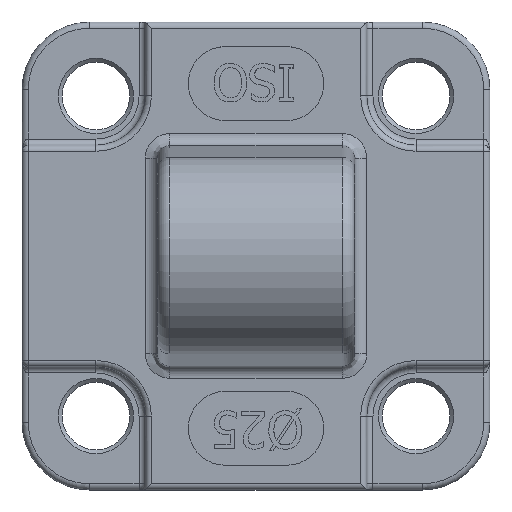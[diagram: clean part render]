
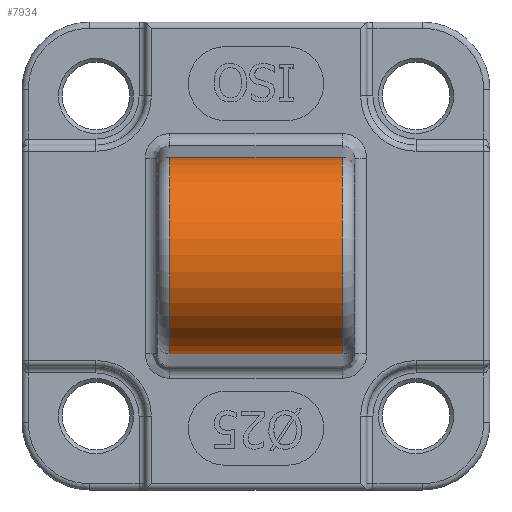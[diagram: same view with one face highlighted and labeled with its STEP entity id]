
A CAD part, top view. The second image highlights one B-rep face of the part: STEP entity #7934.
In plain terms, the highlighted cylindrical face has radius 8 mm (diameter 16 mm), a partial arc.
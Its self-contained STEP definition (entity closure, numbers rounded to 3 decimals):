
#5377=CARTESIAN_POINT('',(-7.,-7.98,20.559));
#5378=VERTEX_POINT('',#5377);
#5402=CARTESIAN_POINT('',(7.,-7.98,20.559));
#5403=VERTEX_POINT('',#5402);
#5410=CARTESIAN_POINT('',(-7.,-7.98,20.559));
#5411=DIRECTION('',(1.0,0.0,0.0));
#5412=VECTOR('',#5411,14.);
#5413=LINE('',#5410,#5412);
#5414=EDGE_CURVE('',#5378,#5403,#5413,.T.);
#5452=CARTESIAN_POINT('',(7.,7.98,20.559));
#5453=VERTEX_POINT('',#5452);
#5461=CARTESIAN_POINT('',(7.,0.0,20.0));
#5462=DIRECTION('',(1.0,0.0,0.0));
#5463=DIRECTION('',(0.0,0.0,1.0));
#5464=AXIS2_PLACEMENT_3D('',#5461,#5462,#5463);
#5465=CIRCLE('',#5464,8.);
#5466=EDGE_CURVE('',#5453,#5403,#5465,.T.);
#5531=CARTESIAN_POINT('',(-7.,7.98,20.559));
#5532=VERTEX_POINT('',#5531);
#5555=CARTESIAN_POINT('',(-7.,0.0,20.0));
#5556=DIRECTION('',(-1.0,0.0,0.0));
#5557=DIRECTION('',(0.0,0.0,1.0));
#5558=AXIS2_PLACEMENT_3D('',#5555,#5556,#5557);
#5559=CIRCLE('',#5558,8.);
#5560=EDGE_CURVE('',#5378,#5532,#5559,.T.);
#7918=CARTESIAN_POINT('',(0.0,0.0,20.0));
#7919=DIRECTION('',(1.0,0.0,0.0));
#7920=DIRECTION('',(0.0,0.998,0.07));
#7921=AXIS2_PLACEMENT_3D('',#7918,#7919,#7920);
#7922=CYLINDRICAL_SURFACE('',#7921,8.);
#7923=ORIENTED_EDGE('',*,*,#5466,.F.);
#7924=CARTESIAN_POINT('',(-7.,7.98,20.559));
#7925=DIRECTION('',(1.0,0.0,0.0));
#7926=VECTOR('',#7925,14.);
#7927=LINE('',#7924,#7926);
#7928=EDGE_CURVE('',#5532,#5453,#7927,.T.);
#7929=ORIENTED_EDGE('',*,*,#7928,.F.);
#7930=ORIENTED_EDGE('',*,*,#5560,.F.);
#7931=ORIENTED_EDGE('',*,*,#5414,.T.);
#7932=EDGE_LOOP('',(#7923,#7929,#7930,#7931));
#7933=FACE_OUTER_BOUND('',#7932,.T.);
#7934=ADVANCED_FACE('',(#7933),#7922,.T.);
